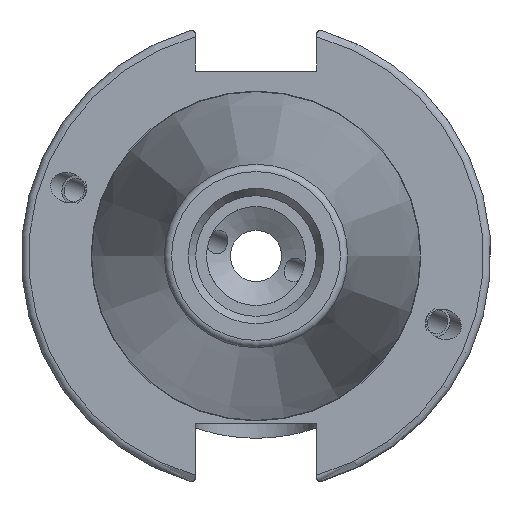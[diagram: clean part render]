
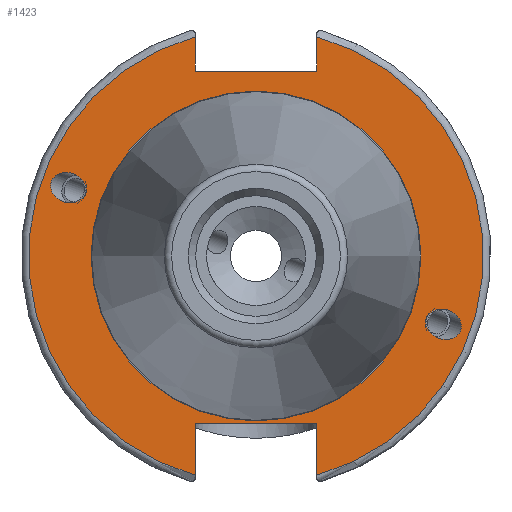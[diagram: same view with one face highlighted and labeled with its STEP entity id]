
A CAD part, left-side view. The second image highlights one B-rep face of the part: STEP entity #1423.
In plain terms, the highlighted planar face has unit normal (-1, 0, 0).
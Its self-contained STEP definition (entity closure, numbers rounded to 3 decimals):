
#44=ELLIPSE('',#1560,2.442,2.);
#54=ELLIPSE('',#1590,2.442,2.);
#69=FACE_BOUND('',#275,.T.);
#70=FACE_BOUND('',#276,.T.);
#71=FACE_BOUND('',#277,.T.);
#85=PLANE('',#1596);
#184=FACE_OUTER_BOUND('',#274,.T.);
#274=EDGE_LOOP('',(#1114,#1115,#1116,#1117,#1118,#1119,#1120,#1121));
#275=EDGE_LOOP('',(#1122));
#276=EDGE_LOOP('',(#1123));
#277=EDGE_LOOP('',(#1124));
#328=LINE('',#2161,#409);
#357=LINE('',#2447,#438);
#358=LINE('',#2449,#439);
#359=LINE('',#2451,#440);
#360=LINE('',#2454,#441);
#361=LINE('',#2455,#442);
#409=VECTOR('',#1699,10.);
#438=VECTOR('',#1924,10.);
#439=VECTOR('',#1925,10.);
#440=VECTOR('',#1926,10.);
#441=VECTOR('',#1929,10.);
#442=VECTOR('',#1930,10.);
#526=CIRCLE('',#1594,22.3);
#528=CIRCLE('',#1597,30.75);
#529=CIRCLE('',#1598,30.75);
#568=VERTEX_POINT('',#2159);
#569=VERTEX_POINT('',#2160);
#606=VERTEX_POINT('',#2325);
#624=VERTEX_POINT('',#2431);
#627=VERTEX_POINT('',#2438);
#628=VERTEX_POINT('',#2443);
#629=VERTEX_POINT('',#2444);
#630=VERTEX_POINT('',#2446);
#631=VERTEX_POINT('',#2448);
#632=VERTEX_POINT('',#2450);
#633=VERTEX_POINT('',#2452);
#711=EDGE_CURVE('',#568,#569,#328,.T.);
#771=EDGE_CURVE('',#606,#606,#44,.T.);
#802=EDGE_CURVE('',#624,#624,#54,.T.);
#805=EDGE_CURVE('',#627,#627,#526,.T.);
#807=EDGE_CURVE('',#628,#629,#528,.T.);
#808=EDGE_CURVE('',#628,#630,#357,.T.);
#809=EDGE_CURVE('',#630,#631,#358,.T.);
#810=EDGE_CURVE('',#631,#632,#359,.T.);
#811=EDGE_CURVE('',#633,#632,#529,.T.);
#812=EDGE_CURVE('',#633,#568,#360,.T.);
#813=EDGE_CURVE('',#569,#629,#361,.T.);
#1114=ORIENTED_EDGE('',*,*,#807,.F.);
#1115=ORIENTED_EDGE('',*,*,#808,.T.);
#1116=ORIENTED_EDGE('',*,*,#809,.T.);
#1117=ORIENTED_EDGE('',*,*,#810,.T.);
#1118=ORIENTED_EDGE('',*,*,#811,.F.);
#1119=ORIENTED_EDGE('',*,*,#812,.T.);
#1120=ORIENTED_EDGE('',*,*,#711,.T.);
#1121=ORIENTED_EDGE('',*,*,#813,.T.);
#1122=ORIENTED_EDGE('',*,*,#771,.T.);
#1123=ORIENTED_EDGE('',*,*,#802,.T.);
#1124=ORIENTED_EDGE('',*,*,#805,.F.);
#1423=ADVANCED_FACE('',(#184,#69,#70,#71),#85,.T.);
#1560=AXIS2_PLACEMENT_3D('',#2327,#1839,#1840);
#1590=AXIS2_PLACEMENT_3D('',#2433,#1908,#1909);
#1594=AXIS2_PLACEMENT_3D('',#2440,#1916,#1917);
#1596=AXIS2_PLACEMENT_3D('',#2442,#1920,#1921);
#1597=AXIS2_PLACEMENT_3D('',#2445,#1922,#1923);
#1598=AXIS2_PLACEMENT_3D('',#2453,#1927,#1928);
#1699=DIRECTION('',(0.,-1.,0.));
#1839=DIRECTION('center_axis',(1.,0.,0.));
#1840=DIRECTION('ref_axis',(0.,-0.94,-0.342));
#1908=DIRECTION('center_axis',(1.,0.,0.));
#1909=DIRECTION('ref_axis',(0.,0.94,0.342));
#1916=DIRECTION('center_axis',(-1.,0.,0.));
#1917=DIRECTION('ref_axis',(0.,-1.,0.));
#1920=DIRECTION('center_axis',(-1.,0.,0.));
#1921=DIRECTION('ref_axis',(0.,0.,1.));
#1922=DIRECTION('center_axis',(1.,0.,0.));
#1923=DIRECTION('ref_axis',(0.,-1.,0.));
#1924=DIRECTION('',(0.,0.,-1.));
#1925=DIRECTION('',(0.,1.,0.));
#1926=DIRECTION('',(0.,0.,1.));
#1927=DIRECTION('center_axis',(1.,0.,0.));
#1928=DIRECTION('ref_axis',(0.,1.,0.));
#1929=DIRECTION('',(0.,0.,1.));
#1930=DIRECTION('',(0.,0.,-1.));
#2159=CARTESIAN_POINT('',(3.175,8.19,-22.6));
#2160=CARTESIAN_POINT('',(3.175,-8.19,-22.6));
#2161=CARTESIAN_POINT('',(3.175,15.875,-22.6));
#2325=CARTESIAN_POINT('',(3.175,-23.077,-8.399));
#2327=CARTESIAN_POINT('Origin',(3.175,-25.372,-9.235));
#2431=CARTESIAN_POINT('',(3.175,23.077,8.399));
#2433=CARTESIAN_POINT('Origin',(3.175,25.372,9.235));
#2438=CARTESIAN_POINT('',(3.175,0.,22.3));
#2440=CARTESIAN_POINT('Origin',(3.175,0.,0.));
#2442=CARTESIAN_POINT('Origin',(3.175,31.75,0.));
#2443=CARTESIAN_POINT('',(3.175,-8.19,29.639));
#2444=CARTESIAN_POINT('',(3.175,-8.19,-29.639));
#2445=CARTESIAN_POINT('Origin',(3.175,0.,0.));
#2446=CARTESIAN_POINT('',(3.175,-8.19,25.));
#2447=CARTESIAN_POINT('',(3.175,-8.19,12.5));
#2448=CARTESIAN_POINT('',(3.175,8.19,25.));
#2449=CARTESIAN_POINT('',(3.175,15.875,25.));
#2450=CARTESIAN_POINT('',(3.175,8.19,29.639));
#2451=CARTESIAN_POINT('',(3.175,8.19,12.5));
#2452=CARTESIAN_POINT('',(3.175,8.19,-29.639));
#2453=CARTESIAN_POINT('Origin',(3.175,0.,0.));
#2454=CARTESIAN_POINT('',(3.175,8.19,-11.3));
#2455=CARTESIAN_POINT('',(3.175,-8.19,-11.3));
